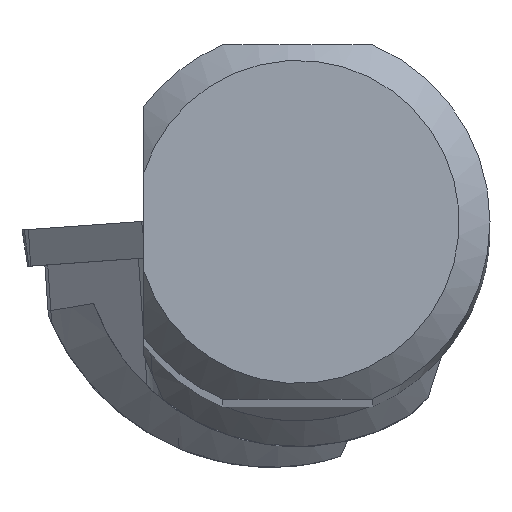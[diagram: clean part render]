
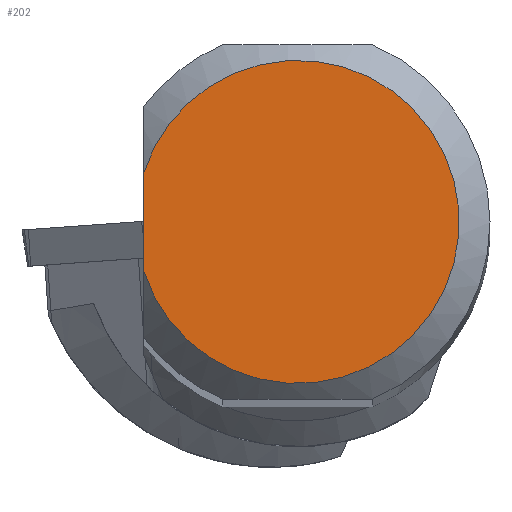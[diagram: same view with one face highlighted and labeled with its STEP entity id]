
A CAD part, top view. The second image highlights one B-rep face of the part: STEP entity #202.
In plain terms, the highlighted planar face has unit normal (0, 0, 1).
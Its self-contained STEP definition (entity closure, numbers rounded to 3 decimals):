
#156=FACE_OUTER_BOUND('',#403,.T.);
#202=ADVANCED_FACE('CU_SU_BP3',(#156),#232,.T.);
#232=PLANE('',#1069);
#284=LINE('',#1785,#335);
#335=VECTOR('',#1285,1.);
#403=EDGE_LOOP('',(#572,#573));
#572=ORIENTED_EDGE('',*,*,#853,.F.);
#573=ORIENTED_EDGE('',*,*,#854,.T.);
#747=VERTEX_POINT('',#1786);
#748=VERTEX_POINT('',#1787);
#853=EDGE_CURVE('',#747,#748,#284,.T.);
#854=EDGE_CURVE('',#747,#748,#905,.T.);
#905=CIRCLE('',#1068,10.491);
#1068=AXIS2_PLACEMENT_3D('',#1788,#1286,#1287);
#1069=AXIS2_PLACEMENT_3D('',#1789,#1288,#1289);
#1285=DIRECTION('',(0.,1.,0.));
#1286=DIRECTION('',(0.,0.,1.));
#1287=DIRECTION('',(1.,0.,0.));
#1288=DIRECTION('',(0.,0.,1.));
#1289=DIRECTION('',(1.,0.,0.));
#1785=CARTESIAN_POINT('',(-10.009,0.,0.));
#1786=CARTESIAN_POINT('',(-10.009,-3.145,0.));
#1787=CARTESIAN_POINT('',(-10.009,3.145,0.));
#1788=CARTESIAN_POINT('',(0.,0.,0.));
#1789=CARTESIAN_POINT('',(0.,0.,
0.));
